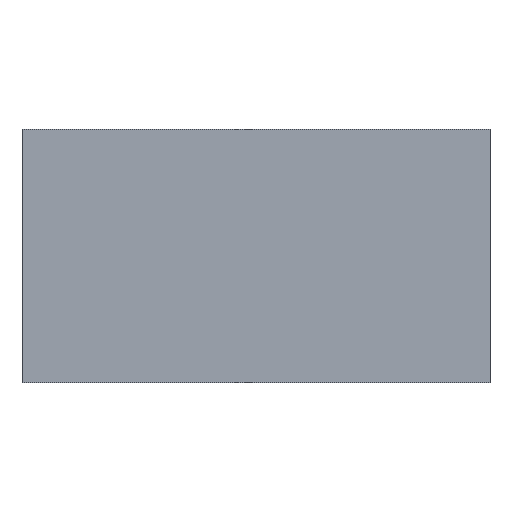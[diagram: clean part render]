
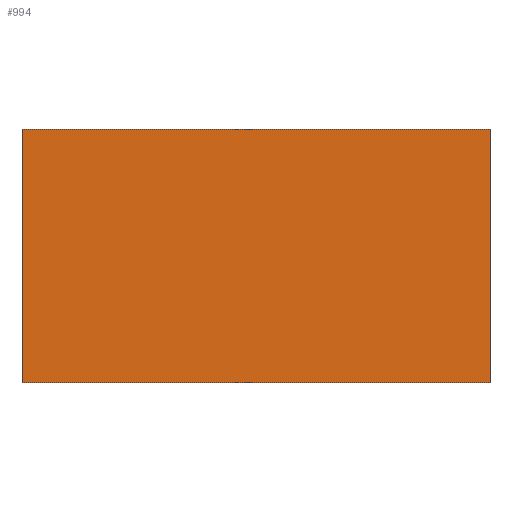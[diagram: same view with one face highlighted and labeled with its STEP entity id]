
A CAD part, front view. The second image highlights one B-rep face of the part: STEP entity #994.
In plain terms, the highlighted planar face has unit normal (0, -1, 0).
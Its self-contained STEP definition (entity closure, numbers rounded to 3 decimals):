
#12 = VECTOR ( 'NONE', #1469, 1000. ) ;
#73 = LINE ( 'NONE', #1755, #1427 ) ;
#74 = CARTESIAN_POINT ( 'NONE',  ( 120., -4.25, -32.5 ) ) ;
#81 = CARTESIAN_POINT ( 'NONE',  ( 0., -4.25, 32.5 ) ) ;
#140 = EDGE_CURVE ( 'NONE', #905, #948, #73, .T. ) ;
#172 = CARTESIAN_POINT ( 'NONE',  ( 0., -4.25, -32.5 ) ) ;
#229 = DIRECTION ( 'NONE',  ( -1., 0., 0. ) ) ;
#278 = ORIENTED_EDGE ( 'NONE', *, *, #1313, .F. ) ;
#316 = ORIENTED_EDGE ( 'NONE', *, *, #394, .F. ) ;
#332 = EDGE_CURVE ( 'NONE', #948, #1052, #1211, .T. ) ;
#394 = EDGE_CURVE ( 'NONE', #905, #829, #1764, .T. ) ;
#538 = DIRECTION ( 'NONE',  ( 0., 0., 1. ) ) ;
#690 = FACE_OUTER_BOUND ( 'NONE', #1559, .T. ) ;
#805 = ORIENTED_EDGE ( 'NONE', *, *, #140, .T. ) ;
#829 = VERTEX_POINT ( 'NONE', #1837 ) ;
#905 = VERTEX_POINT ( 'NONE', #1856 ) ;
#948 = VERTEX_POINT ( 'NONE', #81 ) ;
#975 = DIRECTION ( 'NONE',  ( -1., 0., 0. ) ) ;
#994 = ADVANCED_FACE ( 'NONE', ( #690 ), #1874, .F. ) ;
#996 = LINE ( 'NONE', #74, #1695 ) ;
#1036 = CARTESIAN_POINT ( 'NONE',  ( 120., -4.25, 32.5 ) ) ;
#1052 = VERTEX_POINT ( 'NONE', #172 ) ;
#1070 = CARTESIAN_POINT ( 'NONE',  ( 0., -4.25, 32.5 ) ) ;
#1135 = VECTOR ( 'NONE', #1625, 1000. ) ;
#1148 = DIRECTION ( 'NONE',  ( 0., 1., 0. ) ) ;
#1211 = LINE ( 'NONE', #1070, #12 ) ;
#1302 = CARTESIAN_POINT ( 'NONE',  ( 120., -4.25, 32.5 ) ) ;
#1313 = EDGE_CURVE ( 'NONE', #829, #1052, #996, .T. ) ;
#1427 = VECTOR ( 'NONE', #975, 1000. ) ;
#1469 = DIRECTION ( 'NONE',  ( 0., 0., -1. ) ) ;
#1548 = ORIENTED_EDGE ( 'NONE', *, *, #332, .T. ) ;
#1559 = EDGE_LOOP ( 'NONE', ( #1548, #278, #316, #805 ) ) ;
#1625 = DIRECTION ( 'NONE',  ( 0., 0., -1. ) ) ;
#1693 = AXIS2_PLACEMENT_3D ( 'NONE', #1302, #1148, #538 ) ;
#1695 = VECTOR ( 'NONE', #229, 1000. ) ;
#1755 = CARTESIAN_POINT ( 'NONE',  ( 120., -4.25, 32.5 ) ) ;
#1764 = LINE ( 'NONE', #1036, #1135 ) ;
#1837 = CARTESIAN_POINT ( 'NONE',  ( 120., -4.25, -32.5 ) ) ;
#1856 = CARTESIAN_POINT ( 'NONE',  ( 120., -4.25, 32.5 ) ) ;
#1874 = PLANE ( 'NONE',  #1693 ) ;
